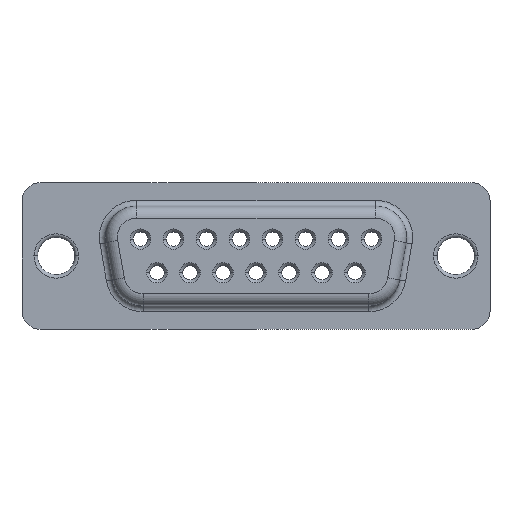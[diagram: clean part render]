
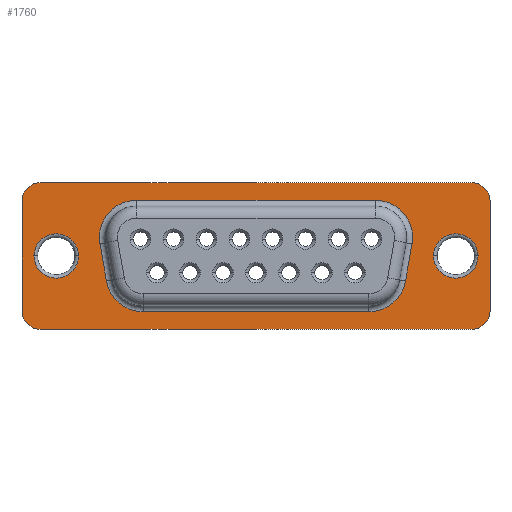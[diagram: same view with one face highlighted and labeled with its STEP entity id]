
A CAD part, top view. The second image highlights one B-rep face of the part: STEP entity #1760.
In plain terms, the highlighted planar face has unit normal (0, 0, 1).
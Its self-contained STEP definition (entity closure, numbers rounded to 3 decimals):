
#10=CARTESIAN_POINT('',(57.307,45.955,-20.6));
#20=DIRECTION('',(0.,0.,1.));
#30=DIRECTION('',(0.,1.,0.));
#40=AXIS2_PLACEMENT_3D('',#10,#20,#30);
#50=PLANE('',#40);
#60=CARTESIAN_POINT('',(57.307,32.004,
-20.6));
#70=DIRECTION('',(0.985,-0.174,
0.));
#80=VECTOR('',#70,1.);
#90=LINE('',#60,#80);
#100=CARTESIAN_POINT('',(72.368,29.348,
-20.6));
#110=VERTEX_POINT('',#100);
#120=CARTESIAN_POINT('',(75.468,28.802,
-20.6));
#130=VERTEX_POINT('',#120);
#140=EDGE_CURVE('',#110,#130,#90,.T.);
#150=ORIENTED_EDGE('',*,*,#140,.F.);
#160=CARTESIAN_POINT('',(76.007,31.855,-20.6));
#170=DIRECTION('',(0.,0.,1.));
#180=DIRECTION('',(0.,1.,0.));
#190=AXIS2_PLACEMENT_3D('',#160,#170,#180);
#200=CIRCLE('',#190,3.1);
#210=CARTESIAN_POINT('',(79.107,31.855,-20.6));
#220=VERTEX_POINT('',#210);
#230=EDGE_CURVE('',#130,#220,#200,.T.);
#240=ORIENTED_EDGE('',*,*,#230,.F.);
#250=CARTESIAN_POINT('',(79.107,45.955,-20.6));
#260=DIRECTION('',(0.,1.,0.));
#270=VECTOR('',#260,1.);
#280=LINE('',#250,#270);
#290=CARTESIAN_POINT('',(79.107,51.755,-20.6));
#300=VERTEX_POINT('',#290);
#310=EDGE_CURVE('',#220,#300,#280,.T.);
#320=ORIENTED_EDGE('',*,*,#310,.F.);
#330=CARTESIAN_POINT('',(76.007,51.755,-20.6));
#340=DIRECTION('',(0.,0.,1.));
#350=DIRECTION('',(0.,1.,0.));
#360=AXIS2_PLACEMENT_3D('',#330,#340,#350);
#370=CIRCLE('',#360,3.1);
#380=CARTESIAN_POINT('',(75.468,54.807,
-20.6));
#390=VERTEX_POINT('',#380);
#400=EDGE_CURVE('',#300,#390,#370,.T.);
#410=ORIENTED_EDGE('',*,*,#400,.F.);
#420=CARTESIAN_POINT('',(57.307,51.605,
-20.6));
#430=DIRECTION('',(-0.985,-0.174,
0.));
#440=VECTOR('',#430,1.);
#450=LINE('',#420,#440);
#460=CARTESIAN_POINT('',(72.368,54.261,
-20.6));
#470=VERTEX_POINT('',#460);
#480=EDGE_CURVE('',#390,#470,#450,.T.);
#490=ORIENTED_EDGE('',*,*,#480,.F.);
#500=CARTESIAN_POINT('',(72.907,51.208,
-20.6));
#510=DIRECTION('',(0.,0.,1.));
#520=DIRECTION('',(0.,1.,0.));
#530=AXIS2_PLACEMENT_3D('',#500,#510,#520);
#540=CIRCLE('',#530,3.1);
#550=CARTESIAN_POINT('',(69.807,51.208,
-20.6));
#560=VERTEX_POINT('',#550);
#570=EDGE_CURVE('',#470,#560,#540,.T.);
#580=ORIENTED_EDGE('',*,*,#570,.F.);
#590=CARTESIAN_POINT('',(69.807,45.955,-20.6));
#600=DIRECTION('',(0.,-1.,0.));
#610=VECTOR('',#600,1.);
#620=LINE('',#590,#610);
#630=CARTESIAN_POINT('',(69.807,32.401,
-20.6));
#640=VERTEX_POINT('',#630);
#650=EDGE_CURVE('',#560,#640,#620,.T.);
#660=ORIENTED_EDGE('',*,*,#650,.F.);
#670=CARTESIAN_POINT('',(72.907,32.401,
-20.6));
#680=DIRECTION('',(0.,0.,1.));
#690=DIRECTION('',(0.,1.,0.));
#700=AXIS2_PLACEMENT_3D('',#670,#680,#690);
#710=CIRCLE('',#700,3.1);
#720=EDGE_CURVE('',#640,#110,#710,.T.);
#730=ORIENTED_EDGE('',*,*,#720,.F.);
#740=EDGE_LOOP('',(#730,#660,#580,#490,#410,#320,#240,#150));
#750=FACE_BOUND('',#740,.T.);
#760=CARTESIAN_POINT('',(74.457,25.155,-20.6));
#770=DIRECTION('',(0.,0.,1.));
#780=DIRECTION('',(0.,1.,0.));
#790=AXIS2_PLACEMENT_3D('',#760,#770,#780);
#800=CIRCLE('',#790,1.85);
#810=CARTESIAN_POINT('',(74.457,27.005,-20.6));
#820=VERTEX_POINT('',#810);
#830=CARTESIAN_POINT('',(74.457,23.305,-20.6));
#840=VERTEX_POINT('',#830);
#850=EDGE_CURVE('',#820,#840,#800,.T.);
#860=ORIENTED_EDGE('',*,*,#850,.F.);
#870=EDGE_CURVE('',#840,#820,#800,.T.);
#880=ORIENTED_EDGE('',*,*,#870,.F.);
#890=EDGE_LOOP('',(#880,#860));
#900=FACE_BOUND('',#890,.T.);
#910=CARTESIAN_POINT('',(74.457,58.455,-20.6));
#920=DIRECTION('',(0.,0.,1.));
#930=DIRECTION('',(0.,1.,0.));
#940=AXIS2_PLACEMENT_3D('',#910,#920,#930);
#950=CIRCLE('',#940,1.85);
#960=CARTESIAN_POINT('',(74.457,60.305,-20.6));
#970=VERTEX_POINT('',#960);
#980=CARTESIAN_POINT('',(74.457,56.605,-20.6));
#990=VERTEX_POINT('',#980);
#1000=EDGE_CURVE('',#970,#990,#950,.T.);
#1010=ORIENTED_EDGE('',*,*,#1000,.F.);
#1020=EDGE_CURVE('',#990,#970,#950,.T.);
#1030=ORIENTED_EDGE('',*,*,#1020,.F.);
#1040=EDGE_LOOP('',(#1030,#1010));
#1050=FACE_BOUND('',#1040,.T.);
#1060=CARTESIAN_POINT('',(79.057,23.805,-20.6))
;
#1070=DIRECTION('',(0.,0.,-1.));
#1080=DIRECTION('',(0.,-1.,0.));
#1090=AXIS2_PLACEMENT_3D('',#1060,#1070,#1080);
#1100=CIRCLE('',#1090,1.5);
#1110=CARTESIAN_POINT('',(80.557,23.805,-20.6))
;
#1120=VERTEX_POINT('',#1110);
#1130=CARTESIAN_POINT('',(79.057,22.305,-20.6))
;
#1140=VERTEX_POINT('',#1130);
#1150=EDGE_CURVE('',#1120,#1140,#1100,.T.);
#1160=ORIENTED_EDGE('',*,*,#1150,.F.);
#1170=CARTESIAN_POINT('',(80.707,22.305,-20.6))
;
#1180=DIRECTION('',(-1.,0.,0.));
#1190=VECTOR('',#1180,1.);
#1200=LINE('',#1170,#1190);
#1210=CARTESIAN_POINT('',(69.857,22.305,-20.6))
;
#1220=VERTEX_POINT('',#1210);
#1230=EDGE_CURVE('',#1140,#1220,#1200,.T.);
#1240=ORIENTED_EDGE('',*,*,#1230,.F.);
#1250=CARTESIAN_POINT('',(69.857,23.805,-20.6))
;
#1260=DIRECTION('',(0.,0.,1.));
#1270=DIRECTION('',(0.,1.,0.));
#1280=AXIS2_PLACEMENT_3D('',#1250,#1260,#1270);
#1290=CIRCLE('',#1280,1.5);
#1300=CARTESIAN_POINT('',(68.357,23.805,-20.6))
;
#1310=VERTEX_POINT('',#1300);
#1320=EDGE_CURVE('',#1310,#1220,#1290,.T.);
#1330=ORIENTED_EDGE('',*,*,#1320,.T.);
#1340=CARTESIAN_POINT('',(68.357,22.255,-20.6))
;
#1350=DIRECTION('',(0.,1.,0.));
#1360=VECTOR('',#1350,1.);
#1370=LINE('',#1340,#1360);
#1380=CARTESIAN_POINT('',(68.357,59.805,
-20.6));
#1390=VERTEX_POINT('',#1380);
#1400=EDGE_CURVE('',#1310,#1390,#1370,.T.);
#1410=ORIENTED_EDGE('',*,*,#1400,.F.);
#1420=CARTESIAN_POINT('',(69.857,59.805,
-20.6));
#1430=DIRECTION('',(0.,0.,1.));
#1440=DIRECTION('',(0.,1.,0.));
#1450=AXIS2_PLACEMENT_3D('',#1420,#1430,#1440);
#1460=CIRCLE('',#1450,1.5);
#1470=CARTESIAN_POINT('',(69.857,61.305,
-20.6));
#1480=VERTEX_POINT('',#1470);
#1490=EDGE_CURVE('',#1480,#1390,#1460,.T.);
#1500=ORIENTED_EDGE('',*,*,#1490,.T.);
#1510=CARTESIAN_POINT('',(68.207,61.305,
-20.6));
#1520=DIRECTION('',(1.,0.,0.));
#1530=VECTOR('',#1520,1.);
#1540=LINE('',#1510,#1530);
#1550=CARTESIAN_POINT('',(79.057,61.305,
-20.6));
#1560=VERTEX_POINT('',#1550);
#1570=EDGE_CURVE('',#1480,#1560,#1540,.T.);
#1580=ORIENTED_EDGE('',*,*,#1570,.F.);
#1590=CARTESIAN_POINT('',(79.057,59.805,
-20.6));
#1600=DIRECTION('',(0.,0.,1.));
#1610=DIRECTION('',(0.,1.,0.));
#1620=AXIS2_PLACEMENT_3D('',#1590,#1600,#1610);
#1630=CIRCLE('',#1620,1.5);
#1640=CARTESIAN_POINT('',(80.557,59.805,
-20.6));
#1650=VERTEX_POINT('',#1640);
#1660=EDGE_CURVE('',#1650,#1560,#1630,.T.);
#1670=ORIENTED_EDGE('',*,*,#1660,.T.);
#1680=CARTESIAN_POINT('',(80.557,61.355,-20.6))
;
#1690=DIRECTION('',(0.,-1.,0.));
#1700=VECTOR('',#1690,1.);
#1710=LINE('',#1680,#1700);
#1720=EDGE_CURVE('',#1650,#1120,#1710,.T.);
#1730=ORIENTED_EDGE('',*,*,#1720,.F.);
#1740=EDGE_LOOP('',(#1730,#1670,#1580,#1500,#1410,#1330,#1240,#1160));
#1750=FACE_OUTER_BOUND('',#1740,.T.);
#1760=ADVANCED_FACE('',(#750,#900,#1050,#1750),#50,.T.);
